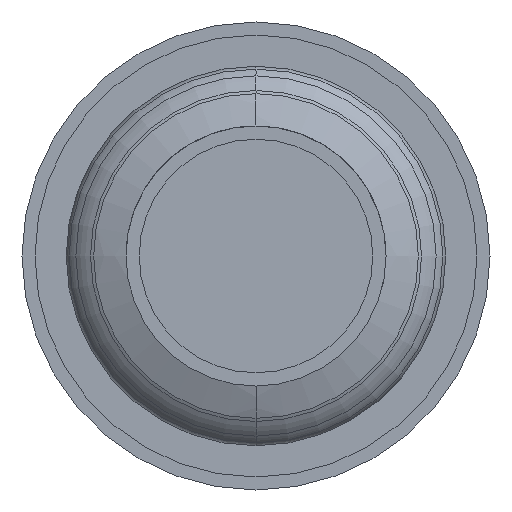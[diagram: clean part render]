
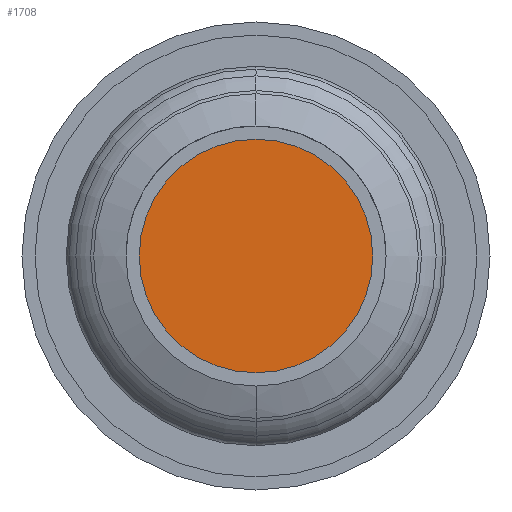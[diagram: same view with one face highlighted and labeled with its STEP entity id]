
A CAD part, front view. The second image highlights one B-rep face of the part: STEP entity #1708.
In plain terms, the highlighted planar face has unit normal (0, -1, 0).
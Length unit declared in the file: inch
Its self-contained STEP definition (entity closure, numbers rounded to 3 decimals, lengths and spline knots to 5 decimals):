
#218=CARTESIAN_POINT('',(0.,-5.67868,0.));
#219=DIRECTION('',(0.,1.,0.));
#220=DIRECTION('',(1.,0.,0.));
#221=AXIS2_PLACEMENT_3D('',#218,#219,#220);
#260=CARTESIAN_POINT('',(0.,-5.67868,0.));
#261=DIRECTION('',(0.,-1.,0.));
#262=DIRECTION('',(1.,0.,0.));
#263=AXIS2_PLACEMENT_3D('',#260,#261,#262);
#1269=CARTESIAN_POINT('',(0.5615,-5.67868,0.));
#1270=CARTESIAN_POINT('',(-0.5615,-5.67868,0.));
#1271=VERTEX_POINT('',#1269);
#1272=VERTEX_POINT('',#1270);
#1699=CARTESIAN_POINT('',(0.,-5.67868,0.));
#1700=DIRECTION('',(0.,1.,0.));
#1701=DIRECTION('',(1.,0.,0.));
#1702=AXIS2_PLACEMENT_3D('',#1699,#1700,#1701);
#1703=PLANE('',#1702);
#1704=ORIENTED_EDGE('',*,*,#1679,.F.);
#1705=ORIENTED_EDGE('',*,*,#1635,.T.);
#1706=EDGE_LOOP('',(#1704,#1705));
#1707=FACE_OUTER_BOUND('',#1706,.F.);
#1708=ADVANCED_FACE('',(#1707),#1703,.F.);
#222=CIRCLE('',#221,0.5615);
#264=CIRCLE('',#263,0.5615);
#1635=EDGE_CURVE('',#1271,#1272,#222,.T.);
#1679=EDGE_CURVE('',#1271,#1272,#264,.T.);
